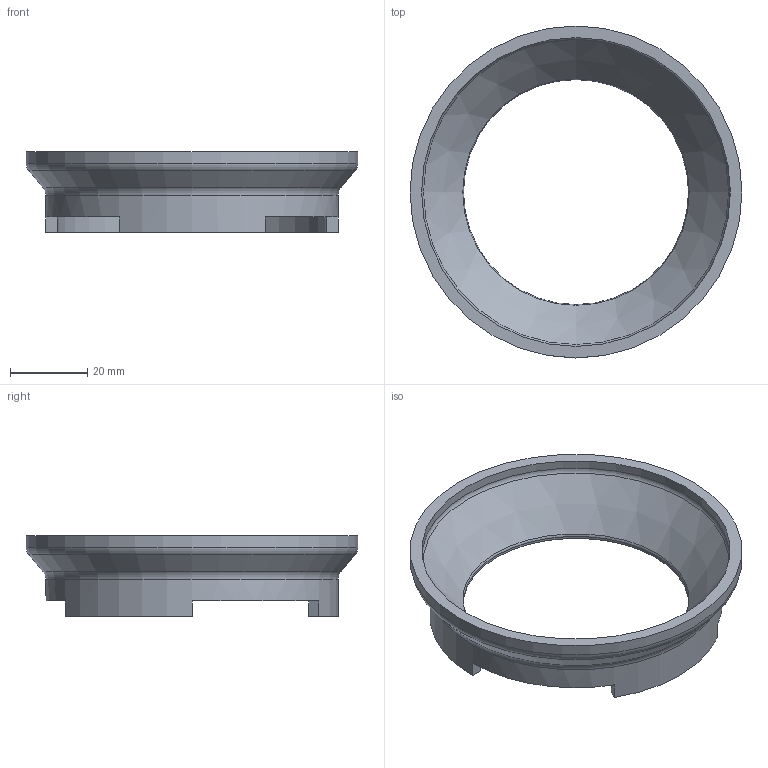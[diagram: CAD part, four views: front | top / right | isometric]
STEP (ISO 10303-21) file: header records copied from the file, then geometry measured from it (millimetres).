
FILE_DESCRIPTION( ( '' ), ' ' );
FILE_NAME( '5c03fd6f98fe0e185123c83d.step', '2018-12-02T15:42:40', ( '' ), ( '' ), ' ', ' ', ' ' );
FILE_SCHEMA( ( 'AUTOMOTIVE_DESIGN { 1 0 10303 214 1 1 1 1 }' ) );
Length unit declared in the file: metre
Products named in the file (1): trichter2
Bounding box: 86 x 86 x 20.93 mm (x, y, z)
Volume: 20228.3 mm3; surface area: 12879.3 mm2
Topology: 1 solids, 1 shells, 24 faces, 62 edges, 40 vertices
Faces by surface type: plane 11, cylinder 7, torus 4, cone 2
Full cylindrical faces by diameter (mm): 58.3 x1, 75.8 x1, 80 x1, 86 x1
Entity records: 854 total; most frequent: DIRECTION 120, CARTESIAN_POINT 107, ORIENTED_EDGE 94, AXIS2_PLACEMENT_3D 48, EDGE_CURVE 47, EDGE_LOOP 36, VERTEX_POINT 35, FACE_OUTER_BOUND 32
